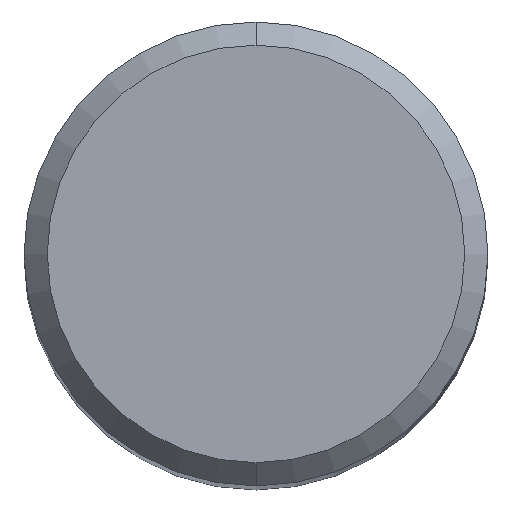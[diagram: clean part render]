
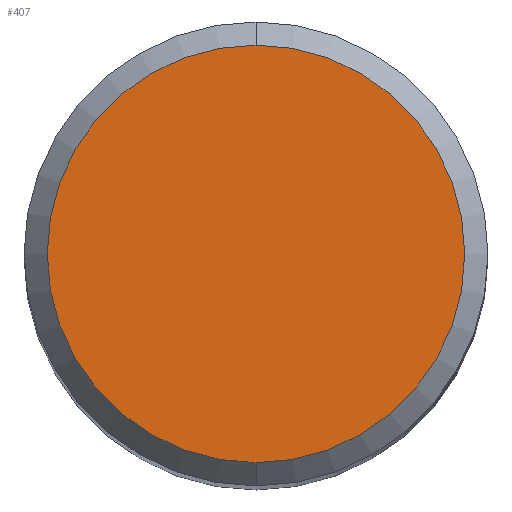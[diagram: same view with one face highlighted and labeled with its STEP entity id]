
A CAD part, top view. The second image highlights one B-rep face of the part: STEP entity #407.
In plain terms, the highlighted planar face has unit normal (0, 0, 1).
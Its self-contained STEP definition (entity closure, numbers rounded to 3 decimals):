
#209=VERTEX_POINT('',#505);
#237=EDGE_CURVE('',#343,#209,#538,.T.);
#343=VERTEX_POINT('',#655);
#407=ADVANCED_FACE('',(#725),#726,.T.);
#433=EDGE_CURVE('',#209,#343,#752,.T.);
#505=CARTESIAN_POINT('',(0.,-4.5,0.0));
#538=CIRCLE('',#896,4.5);
#655=CARTESIAN_POINT('',(0.0,4.5,0.0));
#725=FACE_OUTER_BOUND('',#1322,.T.);
#726=PLANE('',#1323);
#752=CIRCLE('',#1400,4.5);
#896=AXIS2_PLACEMENT_3D('',#1524,#1525,#1526);
#1322=EDGE_LOOP('',(#1729,#1730));
#1323=AXIS2_PLACEMENT_3D('',#1731,#1732,#1733);
#1400=AXIS2_PLACEMENT_3D('',#1741,#1742,#1743);
#1524=CARTESIAN_POINT('',(0.0,0.0,0.0));
#1525=DIRECTION('',(0.0,0.0,-1.0));
#1526=DIRECTION('',(0.0,1.0,0.0));
#1729=ORIENTED_EDGE('',*,*,#237,.F.);
#1730=ORIENTED_EDGE('',*,*,#433,.F.);
#1731=CARTESIAN_POINT('',(0.0,2.25,0.0));
#1732=DIRECTION('',(-0.0,0.0,1.0));
#1733=DIRECTION('',(0.0,-1.0,0.0));
#1741=CARTESIAN_POINT('',(0.0,0.0,0.0));
#1742=DIRECTION('',(0.0,0.0,-1.0));
#1743=DIRECTION('',(0.0,1.0,0.0));
